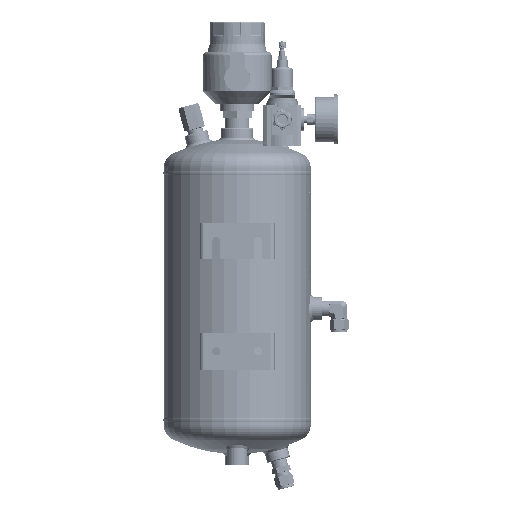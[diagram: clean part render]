
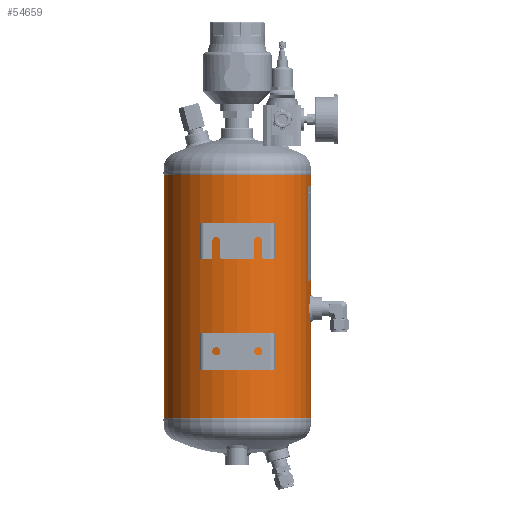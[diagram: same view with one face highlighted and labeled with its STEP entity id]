
A CAD part, left-side view. The second image highlights one B-rep face of the part: STEP entity #54659.
In plain terms, the highlighted cylindrical face has radius 100 mm (diameter 200 mm), a partial arc.
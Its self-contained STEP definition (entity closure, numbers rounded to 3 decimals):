
#3336=LINE('',#86940,#6820);
#3337=LINE('',#86945,#6821);
#3338=LINE('',#86949,#6822);
#3339=LINE('',#86953,#6823);
#6820=VECTOR('',#71987,1000.);
#6821=VECTOR('',#71990,1000.);
#6822=VECTOR('',#71993,1000.);
#6823=VECTOR('',#71996,1000.);
#10304=CIRCLE('',#66286,100.);
#10305=CIRCLE('',#66287,100.);
#10306=CIRCLE('',#66288,100.);
#10307=CIRCLE('',#66289,100.);
#12374=ORIENTED_EDGE('',*,*,#28850,.T.);
#12375=ORIENTED_EDGE('',*,*,#28851,.T.);
#12376=ORIENTED_EDGE('',*,*,#28852,.T.);
#12377=ORIENTED_EDGE('',*,*,#28853,.F.);
#12378=ORIENTED_EDGE('',*,*,#28854,.F.);
#12379=ORIENTED_EDGE('',*,*,#28855,.F.);
#12380=ORIENTED_EDGE('',*,*,#28856,.F.);
#12381=ORIENTED_EDGE('',*,*,#28857,.T.);
#12382=ORIENTED_EDGE('',*,*,#28858,.T.);
#12383=ORIENTED_EDGE('',*,*,#28859,.F.);
#12384=ORIENTED_EDGE('',*,*,#28860,.F.);
#28850=EDGE_CURVE('',#37088,#37088,#42797,.T.);
#28851=EDGE_CURVE('',#37089,#37089,#42798,.T.);
#28852=EDGE_CURVE('',#37090,#37090,#42799,.T.);
#28853=EDGE_CURVE('',#37091,#37092,#3336,.T.);
#28854=EDGE_CURVE('',#37093,#37091,#10304,.T.);
#28855=EDGE_CURVE('',#37094,#37093,#3337,.F.);
#28856=EDGE_CURVE('',#37095,#37094,#10305,.T.);
#28857=EDGE_CURVE('',#37095,#37096,#3338,.T.);
#28858=EDGE_CURVE('',#37096,#37097,#10306,.T.);
#28859=EDGE_CURVE('',#37098,#37097,#3339,.T.);
#28860=EDGE_CURVE('',#37092,#37098,#10307,.T.);
#37088=VERTEX_POINT('',#86915);
#37089=VERTEX_POINT('',#86927);
#37090=VERTEX_POINT('',#86939);
#37091=VERTEX_POINT('',#86941);
#37092=VERTEX_POINT('',#86942);
#37093=VERTEX_POINT('',#86944);
#37094=VERTEX_POINT('',#86946);
#37095=VERTEX_POINT('',#86948);
#37096=VERTEX_POINT('',#86950);
#37097=VERTEX_POINT('',#86952);
#37098=VERTEX_POINT('',#86954);
#42797=B_SPLINE_CURVE_WITH_KNOTS('',3,(#86896,#86897,#86898,#86899,#86900,
#86901,#86902,#86903,#86904,#86905,#86906,#86907,#86908,#86909,#86910,#86911,
#86912,#86913,#86914),.UNSPECIFIED.,.T.,.F.,(1,1,1,1,1,1,1,1,1,1,1,1,1,
1,1,1,1,1,1,1,1,1,1),(-0.018,-0.012,-0.006,
0.,0.006,0.012,0.018,0.023,
0.029,0.035,0.041,0.047,
0.053,0.059,0.065,0.07,
0.076,0.082,0.088,0.094,
0.1,0.106,0.112),.UNSPECIFIED.);
#42798=B_SPLINE_CURVE_WITH_KNOTS('',3,(#86916,#86917,#86918,#86919,#86920,
#86921,#86922,#86923,#86924,#86925,#86926),.UNSPECIFIED.,.T.,.F.,(1,1,1,
1,1,1,1,1,1,1,1,1,1,1,1),(-0.012,-0.008,-0.004,
0.,0.004,0.008,0.012,
0.016,0.02,0.023,0.027,
0.031,0.035,0.039,0.043),
 .UNSPECIFIED.);
#42799=B_SPLINE_CURVE_WITH_KNOTS('',3,(#86928,#86929,#86930,#86931,#86932,
#86933,#86934,#86935,#86936,#86937,#86938),.UNSPECIFIED.,.T.,.F.,(1,1,1,
1,1,1,1,1,1,1,1,1,1,1,1),(-0.012,-0.008,-0.004,
0.,0.004,0.008,0.012,
0.016,0.02,0.023,0.027,
0.031,0.035,0.039,0.043),
 .UNSPECIFIED.);
#45111=EDGE_LOOP('',(#12374));
#45112=EDGE_LOOP('',(#12375));
#45113=EDGE_LOOP('',(#12376));
#45114=EDGE_LOOP('',(#12377,#12378,#12379,#12380,#12381,#12382,#12383,#12384));
#49443=FACE_BOUND('',#45111,.T.);
#49444=FACE_BOUND('',#45112,.T.);
#49445=FACE_BOUND('',#45113,.T.);
#49446=FACE_BOUND('',#45114,.T.);
#53775=CYLINDRICAL_SURFACE('',#66285,100.);
#54659=ADVANCED_FACE('',(#49443,#49444,#49445,#49446),#53775,.T.);
#66285=AXIS2_PLACEMENT_3D('',#86895,#71985,#71986);
#66286=AXIS2_PLACEMENT_3D('',#86943,#71988,#71989);
#66287=AXIS2_PLACEMENT_3D('',#86947,#71991,#71992);
#66288=AXIS2_PLACEMENT_3D('',#86951,#71994,#71995);
#66289=AXIS2_PLACEMENT_3D('',#86955,#71997,#71998);
#71985=DIRECTION('',(0.,-1.,0.));
#71986=DIRECTION('',(0.,0.,-1.));
#71987=DIRECTION('',(0.,-1.,0.));
#71988=DIRECTION('',(0.,1.,0.));
#71989=DIRECTION('',(1.,0.,0.));
#71990=DIRECTION('',(0.,-1.,0.));
#71991=DIRECTION('',(0.,-1.,0.));
#71992=DIRECTION('',(1.,0.,0.));
#71993=DIRECTION('',(0.,-1.,0.));
#71994=DIRECTION('',(0.,1.,0.));
#71995=DIRECTION('',(1.,0.,0.));
#71996=DIRECTION('',(0.,-1.,0.));
#71997=DIRECTION('',(0.,-1.,0.));
#71998=DIRECTION('',(1.,0.,0.));
#86895=CARTESIAN_POINT('',(0.,330.,0.));
#86896=CARTESIAN_POINT('',(-98.994,187.429,14.208));
#86897=CARTESIAN_POINT('',(-98.806,181.503,15.395));
#86898=CARTESIAN_POINT('',(-98.993,175.608,14.214));
#86899=CARTESIAN_POINT('',(-99.436,170.625,10.88));
#86900=CARTESIAN_POINT('',(-99.878,167.295,5.9));
#86901=CARTESIAN_POINT('',(-100.061,166.117,0.009));
#86902=CARTESIAN_POINT('',(-99.879,167.288,-5.887));
#86903=CARTESIAN_POINT('',(-99.437,170.623,-10.879));
#86904=CARTESIAN_POINT('',(-98.992,175.61,-14.215));
#86905=CARTESIAN_POINT('',(-98.807,181.503,-15.391));
#86906=CARTESIAN_POINT('',(-98.992,187.396,-14.219));
#86907=CARTESIAN_POINT('',(-99.435,192.379,-10.892));
#86908=CARTESIAN_POINT('',(-99.877,195.718,-5.914));
#86909=CARTESIAN_POINT('',(-100.061,196.901,-0.013));
#86910=CARTESIAN_POINT('',(-99.878,195.728,5.889));
#86911=CARTESIAN_POINT('',(-99.437,192.395,10.874));
#86912=CARTESIAN_POINT('',(-98.994,187.429,14.208));
#86913=CARTESIAN_POINT('',(-98.806,181.503,15.395));
#86914=CARTESIAN_POINT('',(-98.993,175.608,14.214));
#86915=CARTESIAN_POINT('',(-98.869,181.508,15.));
#86916=CARTESIAN_POINT('',(3.922,158.915,-99.937));
#86917=CARTESIAN_POINT('',(-0.001,160.542,-100.031));
#86918=CARTESIAN_POINT('',(-3.918,158.916,-99.937));
#86919=CARTESIAN_POINT('',(-5.54,155.004,-99.844));
#86920=CARTESIAN_POINT('',(-3.921,151.083,-99.937));
#86921=CARTESIAN_POINT('',(-0.001,149.46,-100.031));
#86922=CARTESIAN_POINT('',(3.913,151.078,-99.938));
#86923=CARTESIAN_POINT('',(5.541,154.994,-99.844));
#86924=CARTESIAN_POINT('',(3.922,158.915,-99.937));
#86925=CARTESIAN_POINT('',(-0.001,160.542,-100.031));
#86926=CARTESIAN_POINT('',(-3.918,158.916,-99.937));
#86927=CARTESIAN_POINT('',(0.,160.,-100.));
#86928=CARTESIAN_POINT('',(3.922,48.915,-99.937));
#86929=CARTESIAN_POINT('',(-0.001,50.542,-100.031));
#86930=CARTESIAN_POINT('',(-3.918,48.916,-99.937));
#86931=CARTESIAN_POINT('',(-5.54,45.004,-99.844));
#86932=CARTESIAN_POINT('',(-3.921,41.083,-99.937));
#86933=CARTESIAN_POINT('',(-0.001,39.46,-100.031));
#86934=CARTESIAN_POINT('',(3.913,41.078,-99.938));
#86935=CARTESIAN_POINT('',(5.541,44.994,-99.844));
#86936=CARTESIAN_POINT('',(3.922,48.915,-99.937));
#86937=CARTESIAN_POINT('',(-0.001,50.542,-100.031));
#86938=CARTESIAN_POINT('',(-3.918,48.916,-99.937));
#86939=CARTESIAN_POINT('',(0.,50.,-100.));
#86940=CARTESIAN_POINT('',(-0.241,165.,100.));
#86941=CARTESIAN_POINT('',(-0.241,330.,100.));
#86942=CARTESIAN_POINT('',(-0.241,265.,100.));
#86943=CARTESIAN_POINT('',(0.,330.,0.));
#86944=CARTESIAN_POINT('',(0.241,330.,100.));
#86945=CARTESIAN_POINT('',(0.241,165.,100.));
#86946=CARTESIAN_POINT('',(0.241,265.,100.));
#86947=CARTESIAN_POINT('',(0.,265.,0.));
#86948=CARTESIAN_POINT('',(0.254,265.,100.));
#86949=CARTESIAN_POINT('',(0.254,265.,100.));
#86950=CARTESIAN_POINT('',(0.254,0.,100.));
#86951=CARTESIAN_POINT('',(0.,0.,0.));
#86952=CARTESIAN_POINT('',(-0.254,0.,100.));
#86953=CARTESIAN_POINT('',(-0.254,265.,100.));
#86954=CARTESIAN_POINT('',(-0.254,265.,100.));
#86955=CARTESIAN_POINT('',(0.,265.,0.));
